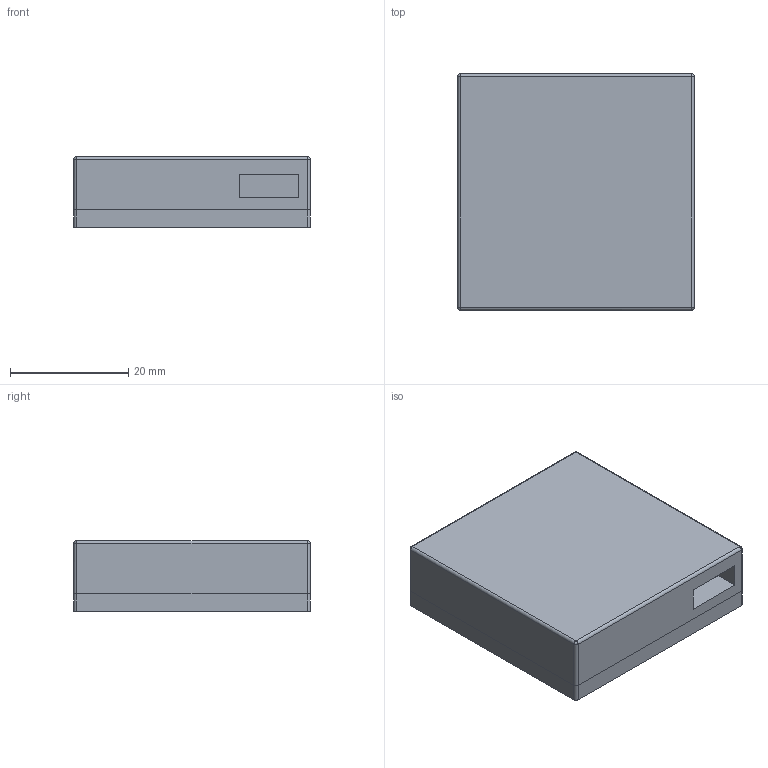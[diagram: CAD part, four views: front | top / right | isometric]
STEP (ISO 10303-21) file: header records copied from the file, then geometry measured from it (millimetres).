
FILE_DESCRIPTION(/* description */ (''),/* implementation_level */ '2;1');
FILE_NAME(/* name */ 'ES-02 sensor_particulate',/* time_stamp */ '2025-01-14T18:49:00-08:00',/* author */ (''),/* organization */ (''),/* preprocessor_version */ 'ST-DEVELOPER v16.5',/* originating_system */ 'Rhino 7.37',/* authorisation */ '');
FILE_SCHEMA (('CONFIG_CONTROL_DESIGN'));
Length unit declared in the file: millimetre
Products named in the file (1): Document
Bounding box: 40 x 40 x 12 mm (x, y, z)
Volume: 18954.1 mm3; surface area: 8757.4 mm2
Topology: 5 solids, 5 shells, 134 faces, 349 edges, 225 vertices
Faces by surface type: plane 86, cylinder 43, bspline 5
Full cylindrical faces by diameter (mm): 3 x1
Entity records: 4184 total; most frequent: CARTESIAN_POINT 1477, ORIENTED_EDGE 690, EDGE_CURVE 345, B_SPLINE_CURVE_WITH_KNOTS 257, VERTEX_POINT 225, EDGE_LOOP 140, ADVANCED_FACE 134, FACE_OUTER_BOUND 134
